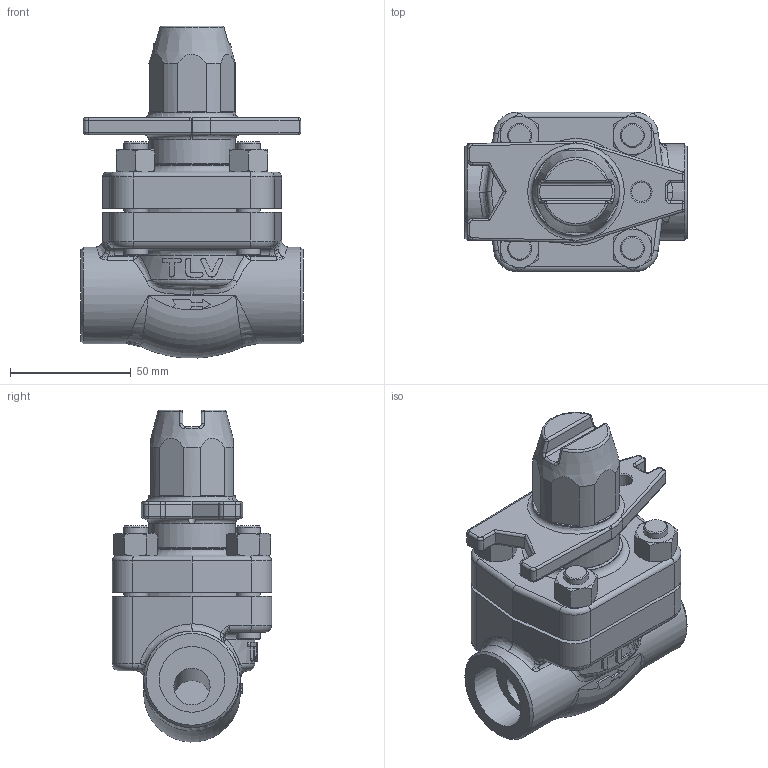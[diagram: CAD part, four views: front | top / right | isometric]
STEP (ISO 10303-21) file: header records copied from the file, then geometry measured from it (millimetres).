
FILE_DESCRIPTION(/* description */ (''),/* implementation_level */ '2;1');
FILE_NAME(/* name */ 'bd800-020-sw000-00.stp',/* time_stamp */ '2018-11-01T16:31:00+09:00',/* author */ ('nakaot'),/* organization */ (''),/* preprocessor_version */ 'ST-DEVELOPER v15.6',/* originating_system */ 'Autodesk Inventor 2015',/* authorisation */ '');
FILE_SCHEMA (('CONFIG_CONTROL_DESIGN'));
Length unit declared in the file: centimetre
Products named in the file (1): bd800-020-sw000-00
Bounding box: 92 x 66 x 137.43 mm (x, y, z)
Volume: 318969.5 mm3; surface area: 60479.7 mm2
Topology: 1 solids, 3 shells, 450 faces, 1054 edges, 621 vertices
Faces by surface type: plane 169, cylinder 122, cone 64, bspline 49, torus 30, sphere 16
Full cylindrical faces by diameter (mm): 3 x1, 8 x1, 8.376 x2, 10 x10, 11 x4, 12 x1, 13 x1, 15 x1, 18 x1, 18.376 x1, 24.5 x1, 25.5 x1, 27 x1, 27.2 x2, 36 x2, 40 x1, 54 x1
Entity records: 14412 total; most frequent: CARTESIAN_POINT 4742, DIRECTION 2016, ORIENTED_EDGE 1946, EDGE_CURVE 973, AXIS2_PLACEMENT_3D 853, VERTEX_POINT 603, EDGE_LOOP 534, FACE_OUTER_BOUND 450
